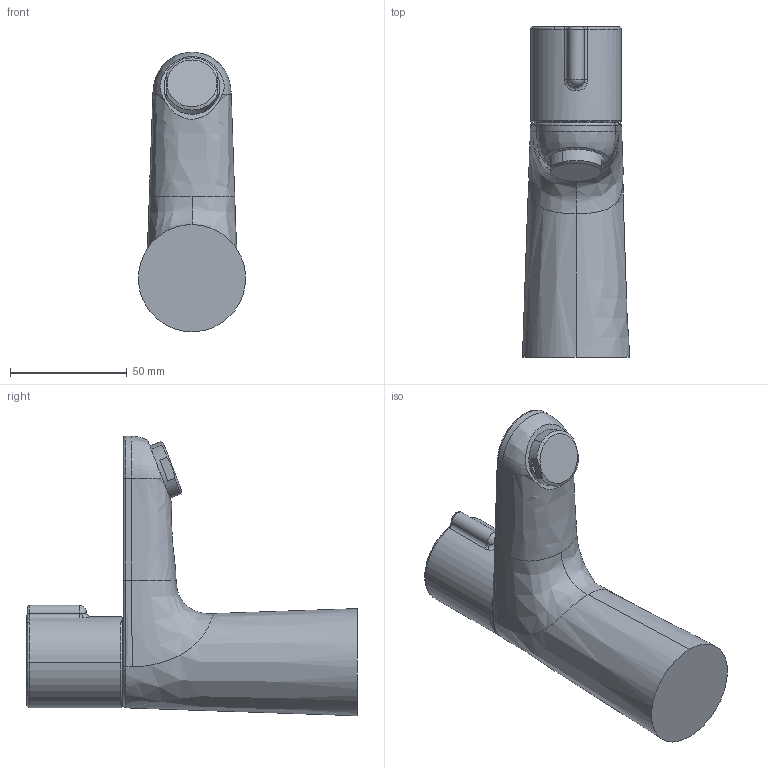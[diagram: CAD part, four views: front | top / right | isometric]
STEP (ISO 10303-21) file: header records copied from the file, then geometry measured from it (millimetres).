
FILE_DESCRIPTION (( 'STEP AP203' ), '1' );
FILE_NAME ('00902201(2022).STEP', '2022-09-01T11:32:57', ( '' ), ( '' ), 'SwSTEP 2.0', 'SolidWorks 2016', '' );
FILE_SCHEMA (( 'CONFIG_CONTROL_DESIGN' ));
Length unit declared in the file: millimetre
Products named in the file (1): 00902201(2022)
Bounding box: 45.96 x 141.97 x 119.99 mm (x, y, z)
Volume: 246878.4 mm3; surface area: 29504.5 mm2
Topology: 1 solids, 1 shells, 59 faces, 134 edges, 80 vertices
Faces by surface type: bspline 30, cylinder 16, plane 11, cone 2
Entity records: 5661 total; most frequent: CARTESIAN_POINT 4476, ORIENTED_EDGE 268, DIRECTION 165, EDGE_CURVE 134, VERTEX_POINT 80, AXIS2_PLACEMENT_3D 66, EDGE_LOOP 62, B_SPLINE_CURVE_WITH_KNOTS 60
